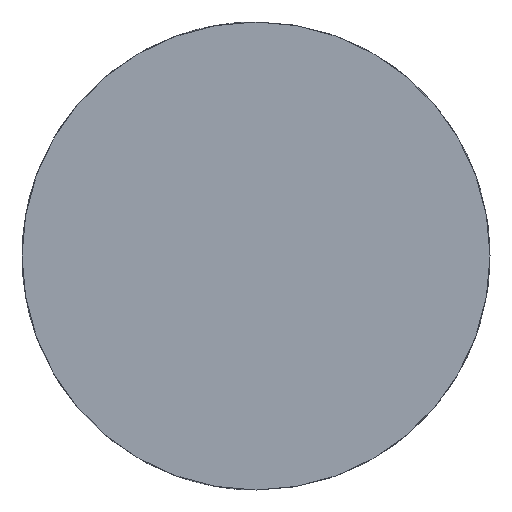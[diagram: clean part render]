
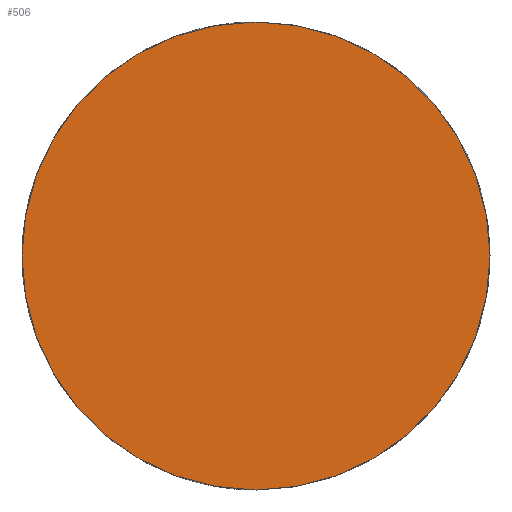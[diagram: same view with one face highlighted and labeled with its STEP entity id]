
A CAD part, left-side view. The second image highlights one B-rep face of the part: STEP entity #506.
In plain terms, the highlighted planar face has unit normal (-1, 0, 0).
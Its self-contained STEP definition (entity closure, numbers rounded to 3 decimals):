
#5 = EDGE_LOOP ( 'NONE', ( #220, #336 ) ) ;
#12 = PLANE ( 'NONE',  #173 ) ;
#22 = EDGE_CURVE ( 'NONE', #117, #36, #284, .T. ) ;
#36 = VERTEX_POINT ( 'NONE', #52 ) ;
#52 = CARTESIAN_POINT ( 'NONE',  ( 0., 0., -8. ) ) ;
#117 = VERTEX_POINT ( 'NONE', #421 ) ;
#173 = AXIS2_PLACEMENT_3D ( 'NONE', #504, #563, #354 ) ;
#174 = DIRECTION ( 'NONE',  ( 1., 0., 0. ) ) ;
#215 = EDGE_CURVE ( 'NONE', #36, #117, #420, .T. ) ;
#220 = ORIENTED_EDGE ( 'NONE', *, *, #22, .F. ) ;
#225 = CARTESIAN_POINT ( 'NONE',  ( 0., 0., 0. ) ) ;
#246 = DIRECTION ( 'NONE',  ( 0., 0., 1. ) ) ;
#284 = CIRCLE ( 'NONE', #384, 8. ) ;
#336 = ORIENTED_EDGE ( 'NONE', *, *, #215, .F. ) ;
#354 = DIRECTION ( 'NONE',  ( 0., 0., -1. ) ) ;
#384 = AXIS2_PLACEMENT_3D ( 'NONE', #602, #405, #246 ) ;
#405 = DIRECTION ( 'NONE',  ( 1., 0., 0. ) ) ;
#420 = CIRCLE ( 'NONE', #547, 8. ) ;
#421 = CARTESIAN_POINT ( 'NONE',  ( 0., 0., 8. ) ) ;
#427 = FACE_OUTER_BOUND ( 'NONE', #5, .T. ) ;
#504 = CARTESIAN_POINT ( 'NONE',  ( 0., 0., -8. ) ) ;
#506 = ADVANCED_FACE ( 'NONE', ( #427 ), #12, .F. ) ;
#547 = AXIS2_PLACEMENT_3D ( 'NONE', #225, #174, #579 ) ;
#563 = DIRECTION ( 'NONE',  ( 1., 0., 0. ) ) ;
#579 = DIRECTION ( 'NONE',  ( 0., 0., 1. ) ) ;
#602 = CARTESIAN_POINT ( 'NONE',  ( 0., 0., 0. ) ) ;
